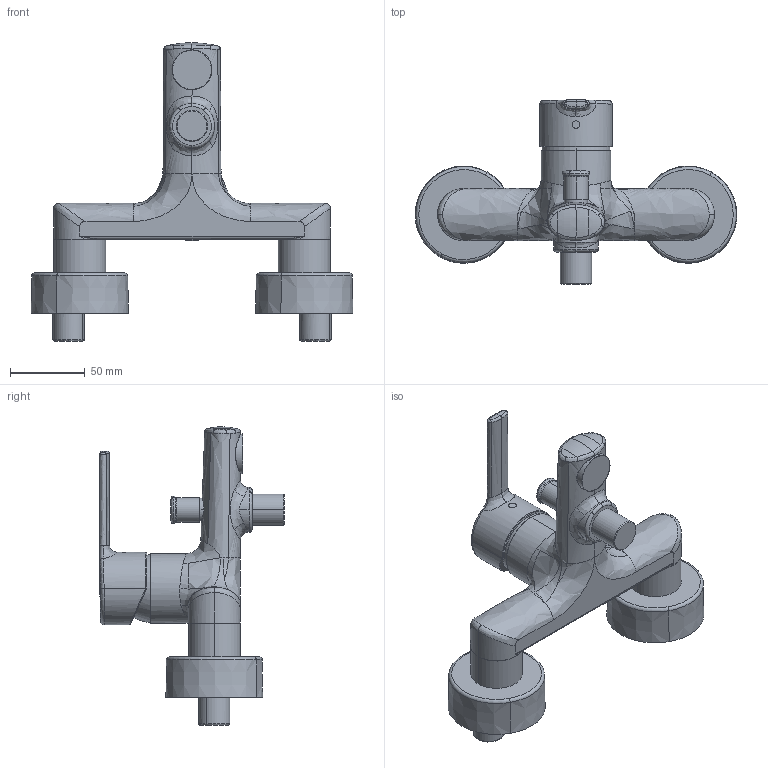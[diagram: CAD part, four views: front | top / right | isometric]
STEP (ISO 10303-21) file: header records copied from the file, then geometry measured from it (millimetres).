
FILE_DESCRIPTION (( 'STEP AP203' ), '1' );
FILE_NAME ('03742173.STEP', '2018-03-27T09:03:52', ( '' ), ( '' ), 'SwSTEP 2.0', 'SolidWorks 2016', '' );
FILE_SCHEMA (( 'CONFIG_CONTROL_DESIGN' ));
Length unit declared in the file: millimetre
Products named in the file (1): 03742173
Bounding box: 214.98 x 123.01 x 199.25 mm (x, y, z)
Volume: 474406.2 mm3; surface area: 93308.9 mm2
Topology: 1 solids, 1 shells, 336 faces, 807 edges, 477 vertices
Faces by surface type: bspline 175, cylinder 79, plane 46, torus 16, cone 12, sphere 8
Entity records: 23720 total; most frequent: CARTESIAN_POINT 17309, ORIENTED_EDGE 1584, DIRECTION 843, EDGE_CURVE 792, VERTEX_POINT 477, B_SPLINE_CURVE_WITH_KNOTS 440, EDGE_LOOP 355, AXIS2_PLACEMENT_3D 348
